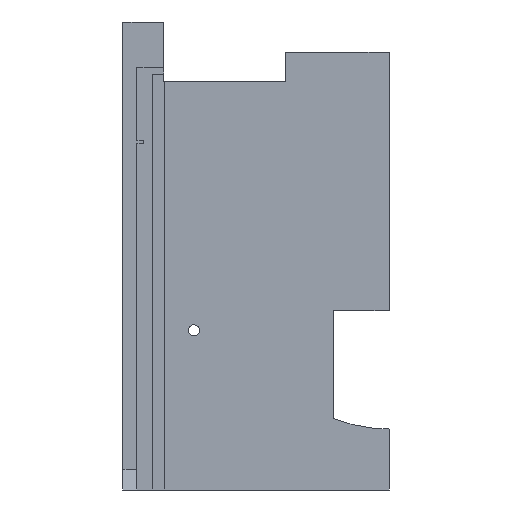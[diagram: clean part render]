
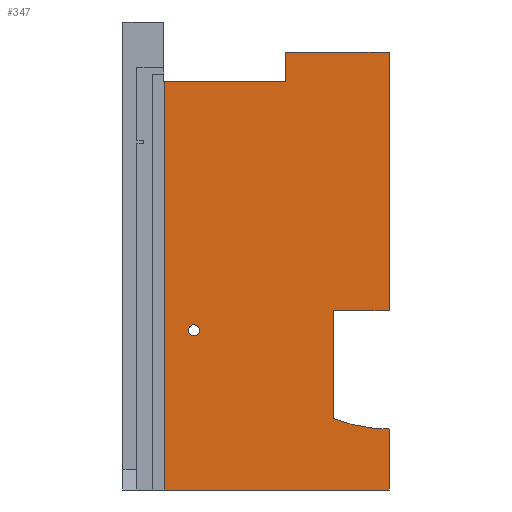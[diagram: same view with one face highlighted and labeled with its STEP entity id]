
A CAD part, front view. The second image highlights one B-rep face of the part: STEP entity #347.
In plain terms, the highlighted planar face has unit normal (0, -1, 0).
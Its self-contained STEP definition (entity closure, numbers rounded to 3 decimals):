
#76 = VECTOR ( 'NONE', #2961, 1000. ) ;
#85 = CARTESIAN_POINT ( 'NONE',  ( -16.961, -3.502, -102.851 ) ) ;
#103 = CARTESIAN_POINT ( 'NONE',  ( 26.789, -3.502, 16.093 ) ) ;
#117 = CARTESIAN_POINT ( 'NONE',  ( -31.044, -3.502, -179.24 ) ) ;
#129 = VECTOR ( 'NONE', #340, 1000. ) ;
#237 = ORIENTED_EDGE ( 'NONE', *, *, #3067, .F. ) ;
#247 = B_SPLINE_CURVE_WITH_KNOTS ( 'NONE', 2,
 ( #3161, #1820, #2904 ),
 .UNSPECIFIED., .F., .F.,
 ( 3, 3 ),
 ( 0.5, 1. ),
 .UNSPECIFIED. ) ;
#255 = CARTESIAN_POINT ( 'NONE',  ( -16.961, -3.502, -100.185 ) ) ;
#268 = CARTESIAN_POINT ( 'NONE',  ( -50.961, -3.502, 30.31 ) ) ;
#283 = CARTESIAN_POINT ( 'NONE',  ( 76.539, -3.502, 44.76 ) ) ;
#295 = EDGE_CURVE ( 'NONE', #1307, #3260, #1321, .T. ) ;
#302 = LINE ( 'NONE', #283, #1661 ) ;
#326 = CIRCLE ( 'NONE', #440, 2.667 ) ;
#336 = EDGE_CURVE ( 'NONE', #1845, #2992, #561, .T. ) ;
#340 = DIRECTION ( 'NONE',  ( 1., 0., 0. ) ) ;
#347 = ADVANCED_FACE ( 'NONE', ( #3256, #2406 ), #1660, .F. ) ;
#367 = EDGE_CURVE ( 'NONE', #3043, #1523, #1640, .T. ) ;
#425 = EDGE_CURVE ( 'NONE', #3260, #1523, #1719, .T. ) ;
#440 = AXIS2_PLACEMENT_3D ( 'NONE', #1955, #864, #1881 ) ;
#552 = ORIENTED_EDGE ( 'NONE', *, *, #367, .F. ) ;
#561 = LINE ( 'NONE', #1893, #76 ) ;
#618 = CARTESIAN_POINT ( 'NONE',  ( 76.539, -3.502, 44.76 ) ) ;
#620 = VECTOR ( 'NONE', #3325, 1000. ) ;
#654 = CARTESIAN_POINT ( 'NONE',  ( 26.789, -3.502, 30.31 ) ) ;
#804 = VECTOR ( 'NONE', #2212, 1000. ) ;
#850 = VERTEX_POINT ( 'NONE', #1768 ) ;
#864 = DIRECTION ( 'NONE',  ( 0., 1., 0. ) ) ;
#887 = VERTEX_POINT ( 'NONE', #2385 ) ;
#1079 = EDGE_CURVE ( 'NONE', #2007, #1162, #2246, .T. ) ;
#1094 = EDGE_CURVE ( 'NONE', #3144, #850, #2857, .T. ) ;
#1153 = DIRECTION ( 'NONE',  ( 0., 0., 1. ) ) ;
#1162 = VERTEX_POINT ( 'NONE', #2126 ) ;
#1182 = DIRECTION ( 'NONE',  ( 0., 0., 1. ) ) ;
#1215 = EDGE_CURVE ( 'NONE', #2992, #3043, #1847, .T. ) ;
#1245 = ORIENTED_EDGE ( 'NONE', *, *, #1094, .T. ) ;
#1263 = EDGE_CURVE ( 'NONE', #2007, #887, #2831, .T. ) ;
#1284 = CARTESIAN_POINT ( 'NONE',  ( 76.539, -3.502, -150.074 ) ) ;
#1295 = EDGE_CURVE ( 'NONE', #1674, #887, #302, .T. ) ;
#1307 = VERTEX_POINT ( 'NONE', #1346 ) ;
#1317 = EDGE_LOOP ( 'NONE', ( #552, #1531, #1570, #237, #1626, #2211, #1565, #1817, #2415, #3197 ) ) ;
#1321 = LINE ( 'NONE', #2977, #1757 ) ;
#1346 = CARTESIAN_POINT ( 'NONE',  ( 49.872, -3.502, -145.074 ) ) ;
#1371 = EDGE_CURVE ( 'NONE', #850, #3144, #326, .T. ) ;
#1377 = VECTOR ( 'NONE', #2679, 1000. ) ;
#1523 = VERTEX_POINT ( 'NONE', #1966 ) ;
#1531 = ORIENTED_EDGE ( 'NONE', *, *, #1215, .F. ) ;
#1565 = ORIENTED_EDGE ( 'NONE', *, *, #1295, .F. ) ;
#1570 = ORIENTED_EDGE ( 'NONE', *, *, #336, .F. ) ;
#1626 = ORIENTED_EDGE ( 'NONE', *, *, #1079, .F. ) ;
#1640 = LINE ( 'NONE', #618, #804 ) ;
#1654 = EDGE_CURVE ( 'NONE', #1674, #1307, #247, .T. ) ;
#1660 = PLANE ( 'NONE',  #2149 ) ;
#1661 = VECTOR ( 'NONE', #2697, 1000. ) ;
#1674 = VERTEX_POINT ( 'NONE', #1284 ) ;
#1719 = LINE ( 'NONE', #2819, #620 ) ;
#1757 = VECTOR ( 'NONE', #2691, 1000. ) ;
#1768 = CARTESIAN_POINT ( 'NONE',  ( -16.961, -3.502, -105.518 ) ) ;
#1817 = ORIENTED_EDGE ( 'NONE', *, *, #1654, .T. ) ;
#1820 = CARTESIAN_POINT ( 'NONE',  ( 63.206, -3.502, -150.074 ) ) ;
#1845 = VERTEX_POINT ( 'NONE', #103 ) ;
#1847 = LINE ( 'NONE', #268, #1377 ) ;
#1881 = DIRECTION ( 'NONE',  ( 0., 0., 1. ) ) ;
#1893 = CARTESIAN_POINT ( 'NONE',  ( 26.789, -3.502, 44.76 ) ) ;
#1910 = CARTESIAN_POINT ( 'NONE',  ( -50.961, -3.502, 44.76 ) ) ;
#1955 = CARTESIAN_POINT ( 'NONE',  ( -16.961, -3.502, -102.851 ) ) ;
#1966 = CARTESIAN_POINT ( 'NONE',  ( 76.539, -3.502, -93.407 ) ) ;
#2007 = VERTEX_POINT ( 'NONE', #2110 ) ;
#2110 = CARTESIAN_POINT ( 'NONE',  ( -31.044, -3.502, -179.24 ) ) ;
#2126 = CARTESIAN_POINT ( 'NONE',  ( -31.044, -3.502, 16.093 ) ) ;
#2149 = AXIS2_PLACEMENT_3D ( 'NONE', #1910, #2747, #2993 ) ;
#2211 = ORIENTED_EDGE ( 'NONE', *, *, #1263, .T. ) ;
#2212 = DIRECTION ( 'NONE',  ( 0., 0., -1. ) ) ;
#2232 = VECTOR ( 'NONE', #1182, 1000. ) ;
#2246 = LINE ( 'NONE', #117, #2232 ) ;
#2385 = CARTESIAN_POINT ( 'NONE',  ( 76.539, -3.502, -179.24 ) ) ;
#2393 = DIRECTION ( 'NONE',  ( 1., 0., 0. ) ) ;
#2406 = FACE_OUTER_BOUND ( 'NONE', #1317, .T. ) ;
#2415 = ORIENTED_EDGE ( 'NONE', *, *, #295, .T. ) ;
#2417 = ORIENTED_EDGE ( 'NONE', *, *, #1371, .T. ) ;
#2538 = CARTESIAN_POINT ( 'NONE',  ( -50.961, -3.502, 16.093 ) ) ;
#2573 = VECTOR ( 'NONE', #2393, 1000. ) ;
#2644 = EDGE_LOOP ( 'NONE', ( #1245, #2417 ) ) ;
#2679 = DIRECTION ( 'NONE',  ( 1., 0., 0. ) ) ;
#2691 = DIRECTION ( 'NONE',  ( 0., 0., 1. ) ) ;
#2697 = DIRECTION ( 'NONE',  ( 0., 0., -1. ) ) ;
#2747 = DIRECTION ( 'NONE',  ( 0., 1., 0. ) ) ;
#2819 = CARTESIAN_POINT ( 'NONE',  ( 49.872, -3.502, -93.407 ) ) ;
#2831 = LINE ( 'NONE', #3391, #2573 ) ;
#2857 = CIRCLE ( 'NONE', #3306, 2.667 ) ;
#2904 = CARTESIAN_POINT ( 'NONE',  ( 49.872, -3.502, -145.074 ) ) ;
#2961 = DIRECTION ( 'NONE',  ( 0., 0., 1. ) ) ;
#2977 = CARTESIAN_POINT ( 'NONE',  ( 49.872, -3.502, -145.074 ) ) ;
#2992 = VERTEX_POINT ( 'NONE', #654 ) ;
#2993 = DIRECTION ( 'NONE',  ( 1., 0., 0. ) ) ;
#3006 = DIRECTION ( 'NONE',  ( 0., 1., 0. ) ) ;
#3012 = CARTESIAN_POINT ( 'NONE',  ( 76.539, -3.502, 30.31 ) ) ;
#3043 = VERTEX_POINT ( 'NONE', #3012 ) ;
#3052 = LINE ( 'NONE', #2538, #129 ) ;
#3067 = EDGE_CURVE ( 'NONE', #1162, #1845, #3052, .T. ) ;
#3077 = CARTESIAN_POINT ( 'NONE',  ( 49.872, -3.502, -93.407 ) ) ;
#3144 = VERTEX_POINT ( 'NONE', #255 ) ;
#3161 = CARTESIAN_POINT ( 'NONE',  ( 76.539, -3.502, -150.074 ) ) ;
#3197 = ORIENTED_EDGE ( 'NONE', *, *, #425, .T. ) ;
#3256 = FACE_BOUND ( 'NONE', #2644, .T. ) ;
#3260 = VERTEX_POINT ( 'NONE', #3077 ) ;
#3306 = AXIS2_PLACEMENT_3D ( 'NONE', #85, #3006, #1153 ) ;
#3325 = DIRECTION ( 'NONE',  ( 1., 0., 0. ) ) ;
#3391 = CARTESIAN_POINT ( 'NONE',  ( -50.961, -3.502, -179.24 ) ) ;
